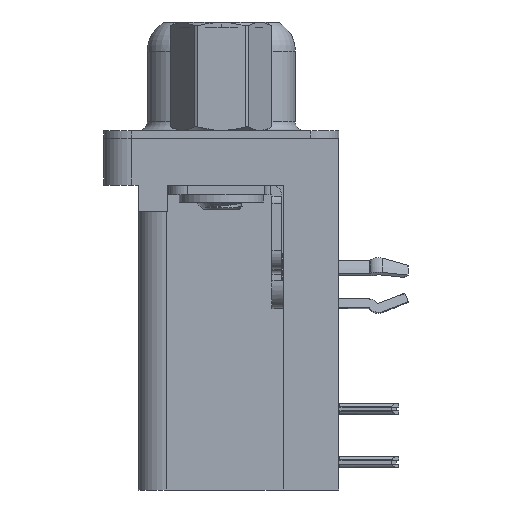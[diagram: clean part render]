
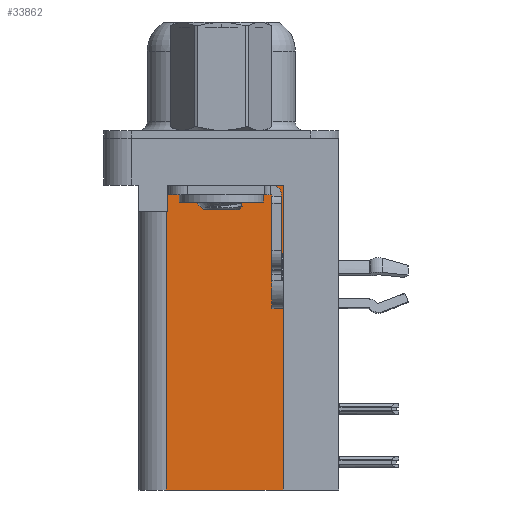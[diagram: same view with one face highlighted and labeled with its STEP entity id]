
A CAD part, left-side view. The second image highlights one B-rep face of the part: STEP entity #33862.
In plain terms, the highlighted planar face has unit normal (-1, 0, 0).
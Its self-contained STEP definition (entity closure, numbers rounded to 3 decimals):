
#1051 = DIRECTION ( 'NONE',  ( 1., 0., 0. ) ) ;
#1073 = CARTESIAN_POINT ( 'NONE',  ( 3.7, 2.895, -3.9 ) ) ;
#1428 = VERTEX_POINT ( 'NONE', #25069 ) ;
#1468 = CARTESIAN_POINT ( 'NONE',  ( 3.7, -3.295, -18.76 ) ) ;
#1596 = AXIS2_PLACEMENT_3D ( 'NONE', #27420, #1051, #33297 ) ;
#2005 = CARTESIAN_POINT ( 'NONE',  ( 3.7, 2.925, -3.9 ) ) ;
#3046 = VERTEX_POINT ( 'NONE', #1073 ) ;
#5537 = VECTOR ( 'NONE', #7639, 1000. ) ;
#6818 = VERTEX_POINT ( 'NONE', #33521 ) ;
#6822 = ORIENTED_EDGE ( 'NONE', *, *, #32090, .F. ) ;
#7639 = DIRECTION ( 'NONE',  ( 0., 0., 1. ) ) ;
#9062 = FACE_OUTER_BOUND ( 'NONE', #9331, .T. ) ;
#9306 = EDGE_CURVE ( 'NONE', #1428, #12702, #28183, .T. ) ;
#9331 = EDGE_LOOP ( 'NONE', ( #20373, #28547, #23257, #6822, #20686, #31683 ) ) ;
#9478 = CARTESIAN_POINT ( 'NONE',  ( 3.7, 0., -3.9 ) ) ;
#12702 = VERTEX_POINT ( 'NONE', #30186 ) ;
#13297 = VECTOR ( 'NONE', #34769, 1000. ) ;
#14433 = CARTESIAN_POINT ( 'NONE',  ( 3.7, 2.895, -3.9 ) ) ;
#14662 = VECTOR ( 'NONE', #29808, 1000. ) ;
#15414 = EDGE_CURVE ( 'NONE', #6818, #18597, #32425, .T. ) ;
#16356 = VERTEX_POINT ( 'NONE', #2005 ) ;
#17071 = CARTESIAN_POINT ( 'NONE',  ( 3.7, -3.295, -18.76 ) ) ;
#17312 = DIRECTION ( 'NONE',  ( 0., 1., 0. ) ) ;
#18281 = LINE ( 'NONE', #31402, #25981 ) ;
#18597 = VERTEX_POINT ( 'NONE', #36990 ) ;
#20373 = ORIENTED_EDGE ( 'NONE', *, *, #9306, .T. ) ;
#20485 = VECTOR ( 'NONE', #35364, 1000. ) ;
#20686 = ORIENTED_EDGE ( 'NONE', *, *, #15414, .F. ) ;
#21261 = EDGE_CURVE ( 'NONE', #6818, #1428, #28734, .T. ) ;
#21926 = LINE ( 'NONE', #14433, #13297 ) ;
#22359 = LINE ( 'NONE', #9478, #14662 ) ;
#23257 = ORIENTED_EDGE ( 'NONE', *, *, #35298, .T. ) ;
#24658 = VECTOR ( 'NONE', #17312, 1000. ) ;
#25069 = CARTESIAN_POINT ( 'NONE',  ( 3.7, -3.295, -2.5 ) ) ;
#25651 = DIRECTION ( 'NONE',  ( 0., 0., 1. ) ) ;
#25981 = VECTOR ( 'NONE', #25651, 1000. ) ;
#27420 = CARTESIAN_POINT ( 'NONE',  ( 3.7, -3.295, -18.76 ) ) ;
#28183 = LINE ( 'NONE', #35572, #20485 ) ;
#28547 = ORIENTED_EDGE ( 'NONE', *, *, #31448, .T. ) ;
#28734 = LINE ( 'NONE', #1468, #5537 ) ;
#29808 = DIRECTION ( 'NONE',  ( 0., 1., 0. ) ) ;
#30186 = CARTESIAN_POINT ( 'NONE',  ( 3.7, 2.895, -2.5 ) ) ;
#30373 = PLANE ( 'NONE',  #1596 ) ;
#31402 = CARTESIAN_POINT ( 'NONE',  ( 3.7, 2.925, -18.76 ) ) ;
#31448 = EDGE_CURVE ( 'NONE', #12702, #3046, #21926, .T. ) ;
#31683 = ORIENTED_EDGE ( 'NONE', *, *, #21261, .T. ) ;
#32090 = EDGE_CURVE ( 'NONE', #18597, #16356, #18281, .T. ) ;
#32425 = LINE ( 'NONE', #17071, #24658 ) ;
#33297 = DIRECTION ( 'NONE',  ( 0., 1., 0. ) ) ;
#33521 = CARTESIAN_POINT ( 'NONE',  ( 3.7, -3.295, -18.76 ) ) ;
#33862 = ADVANCED_FACE ( 'NONE', ( #9062 ), #30373, .F. ) ;
#34769 = DIRECTION ( 'NONE',  ( 0., 0., -1. ) ) ;
#35298 = EDGE_CURVE ( 'NONE', #3046, #16356, #22359, .T. ) ;
#35364 = DIRECTION ( 'NONE',  ( 0., 1., 0. ) ) ;
#35572 = CARTESIAN_POINT ( 'NONE',  ( 3.7, -3.295, -2.5 ) ) ;
#36990 = CARTESIAN_POINT ( 'NONE',  ( 3.7, 2.925, -18.76 ) ) ;
